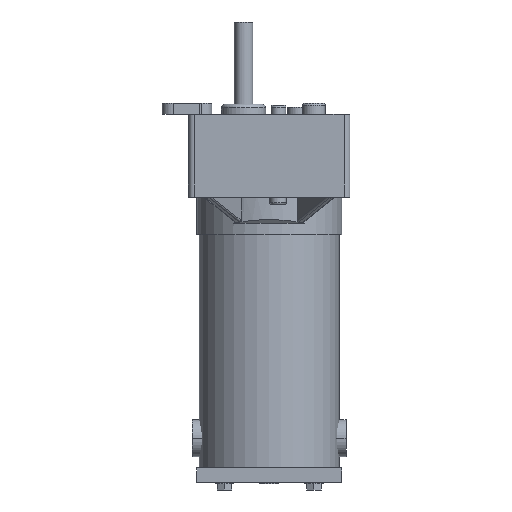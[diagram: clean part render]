
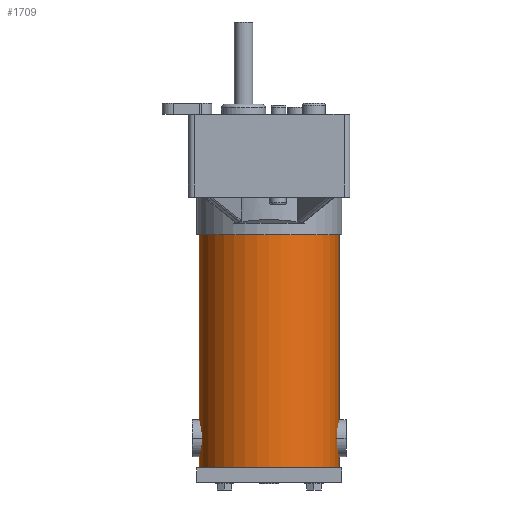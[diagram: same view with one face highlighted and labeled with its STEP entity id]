
A CAD part, front view. The second image highlights one B-rep face of the part: STEP entity #1709.
In plain terms, the highlighted cylindrical face has radius 30.163 mm (diameter 60.325 mm), a partial arc.
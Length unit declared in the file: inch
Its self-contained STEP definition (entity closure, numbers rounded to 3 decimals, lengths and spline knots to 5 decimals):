
#32 = VECTOR ( 'NONE', #4656, 39.37008 ) ;
#274 = AXIS2_PLACEMENT_3D ( 'NONE', #5755, #6271, #10193 ) ;
#363 = LINE ( 'NONE', #11367, #32 ) ;
#579 = CIRCLE ( 'NONE', #4460, 1.1875 ) ;
#871 = CARTESIAN_POINT ( 'NONE',  ( 1.1875, 0., -1.7846 ) ) ;
#943 = CARTESIAN_POINT ( 'NONE',  ( 1.1875, 0., -5.729 ) ) ;
#1122 = CARTESIAN_POINT ( 'NONE',  ( -1.1875, 0., -1.7846 ) ) ;
#1419 = LINE ( 'NONE', #7368, #8817 ) ;
#1474 = DIRECTION ( 'NONE',  ( 0., 0., -1. ) ) ;
#1504 = DIRECTION ( 'NONE',  ( 0., 0., -1. ) ) ;
#1709 = ADVANCED_FACE ( 'NONE', ( #4745 ), #3535, .T. ) ;
#1909 = VERTEX_POINT ( 'NONE', #7502 ) ;
#2105 = VERTEX_POINT ( 'NONE', #1122 ) ;
#2118 = EDGE_LOOP ( 'NONE', ( #5816, #6784, #11937, #8106 ) ) ;
#3352 = DIRECTION ( 'NONE',  ( -1., 0., 0. ) ) ;
#3527 = VERTEX_POINT ( 'NONE', #943 ) ;
#3535 = CYLINDRICAL_SURFACE ( 'NONE', #9539, 1.1875 ) ;
#3859 = EDGE_CURVE ( 'NONE', #1909, #3527, #579, .T. ) ;
#3966 = EDGE_CURVE ( 'NONE', #2105, #11550, #10665, .T. ) ;
#4460 = AXIS2_PLACEMENT_3D ( 'NONE', #10957, #10982, #12166 ) ;
#4656 = DIRECTION ( 'NONE',  ( 0., 0., -1. ) ) ;
#4745 = FACE_OUTER_BOUND ( 'NONE', #2118, .T. ) ;
#5755 = CARTESIAN_POINT ( 'NONE',  ( 0., 0., -1.7846 ) ) ;
#5816 = ORIENTED_EDGE ( 'NONE', *, *, #7073, .F. ) ;
#6271 = DIRECTION ( 'NONE',  ( 0., 0., 1. ) ) ;
#6784 = ORIENTED_EDGE ( 'NONE', *, *, #3966, .F. ) ;
#7073 = EDGE_CURVE ( 'NONE', #11550, #3527, #1419, .T. ) ;
#7368 = CARTESIAN_POINT ( 'NONE',  ( 1.1875, 0., -1.7846 ) ) ;
#7502 = CARTESIAN_POINT ( 'NONE',  ( -1.1875, 0., -5.729 ) ) ;
#8106 = ORIENTED_EDGE ( 'NONE', *, *, #3859, .T. ) ;
#8313 = EDGE_CURVE ( 'NONE', #2105, #1909, #363, .T. ) ;
#8817 = VECTOR ( 'NONE', #1504, 39.37008 ) ;
#9539 = AXIS2_PLACEMENT_3D ( 'NONE', #9832, #1474, #3352 ) ;
#9832 = CARTESIAN_POINT ( 'NONE',  ( 0., 0., -1.7846 ) ) ;
#10193 = DIRECTION ( 'NONE',  ( 1., 0., 0. ) ) ;
#10665 = CIRCLE ( 'NONE', #274, 1.1875 ) ;
#10957 = CARTESIAN_POINT ( 'NONE',  ( 0., 0., -5.729 ) ) ;
#10982 = DIRECTION ( 'NONE',  ( 0., 0., 1. ) ) ;
#11367 = CARTESIAN_POINT ( 'NONE',  ( -1.1875, 0., -1.7846 ) ) ;
#11550 = VERTEX_POINT ( 'NONE', #871 ) ;
#11937 = ORIENTED_EDGE ( 'NONE', *, *, #8313, .T. ) ;
#12166 = DIRECTION ( 'NONE',  ( 1., 0., 0. ) ) ;
